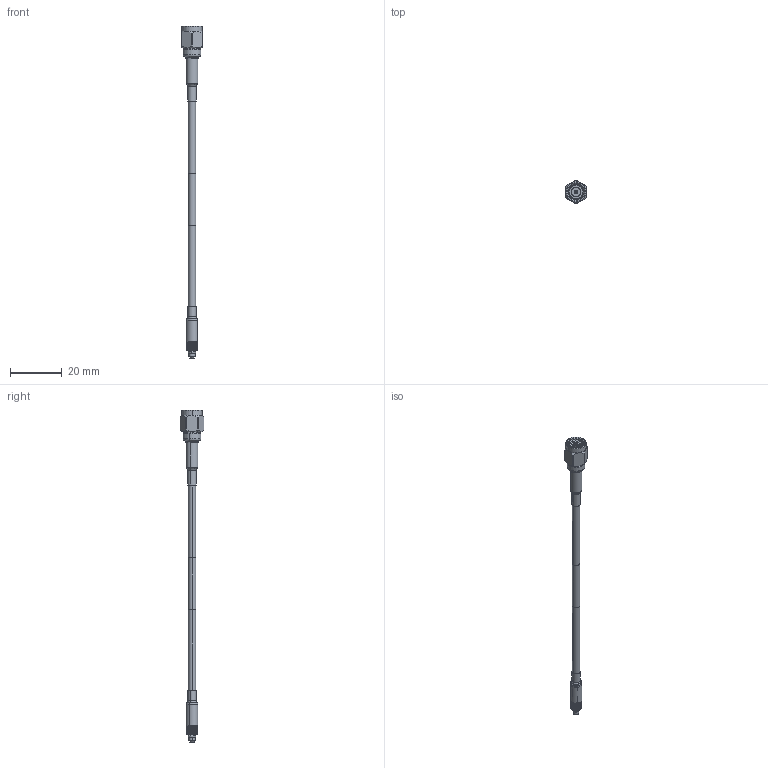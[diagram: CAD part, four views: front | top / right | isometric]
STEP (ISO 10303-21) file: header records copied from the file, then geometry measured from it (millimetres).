
FILE_DESCRIPTION (( 'STEP AP214' ), '1' );
FILE_NAME ('FMC00086_3D.step', '2024-01-19T19:37:29', ( '' ), ( '' ), 'SwSTEP 2.0', 'SolidWorks 2022', '' );
FILE_SCHEMA (( 'AUTOMOTIVE_DESIGN' ));
Length unit declared in the file: inch
Products named in the file (6): Copy of PE4003 ¦ SC7059^FMC00086; Copy of Cable_LMR-100A-PVC_240177^FMC00086; FMC00086_3D; Copy of Heatshrink_LMR-100A-PVC-3_240177^FMC00086; Copy of Heatshrink_LMR-100A-PVC_240177^FMC00086; Copy of SC9513^FMC00086_CRIMPED
Assembly tree (5 placements, depth 2):
  FMC00086_3D
    Copy of Cable_LMR-100A-PVC_240177^FMC00086
    Copy of PE4003 ¦ SC7059^FMC00086
    Copy of Heatshrink_LMR-100A-PVC_240177^FMC00086
    Copy of SC9513^FMC00086_CRIMPED
    Copy of Heatshrink_LMR-100A-PVC-3_240177^FMC00086
Bounding box: 7.94 x 9.02 x 127.69 mm (x, y, z)
Volume: 1701.5 mm3; surface area: 2806.1 mm2
Topology: 9 solids, 9 shells, 2700 faces, 5799 edges, 3140 vertices
Faces by surface type: bspline 2019, cylinder 566, plane 52, cone 43, torus 20
Entity records: 96213 total; most frequent: CARTESIAN_POINT 59811, ORIENTED_EDGE 11598, EDGE_CURVE 5799, VERTEX_POINT 3140, EDGE_LOOP 2731, ADVANCED_FACE 2700, FACE_OUTER_BOUND 2700, B_SPLINE_CURVE_WITH_KNOTS 2531
